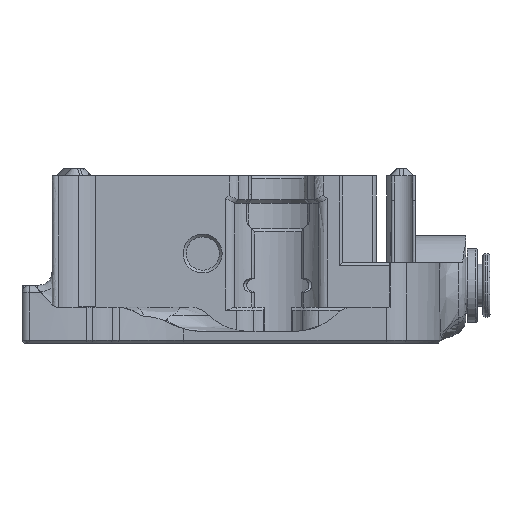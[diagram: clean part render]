
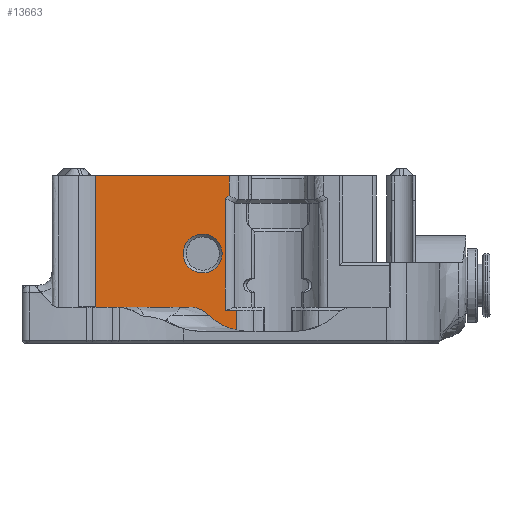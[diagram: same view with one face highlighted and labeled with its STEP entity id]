
A CAD part, front view. The second image highlights one B-rep face of the part: STEP entity #13663.
In plain terms, the highlighted planar face has unit normal (0, -1, 0).
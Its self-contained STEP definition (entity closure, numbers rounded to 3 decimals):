
#487=FACE_BOUND('',#2813,.T.);
#808=PLANE('',#15042);
#1208=B_SPLINE_CURVE_WITH_KNOTS('',3,(#27846,#27847,#27848,#27849),
 .UNSPECIFIED.,.F.,.F.,(4,4),(-0.003,0.067),
 .UNSPECIFIED.);
#1965=FACE_OUTER_BOUND('',#2812,.T.);
#2812=EDGE_LOOP('',(#12376,#12377,#12378,#12379,#12380,#12381,#12382,#12383,
#12384,#12385,#12386,#12387));
#2813=EDGE_LOOP('',(#12388));
#3724=LINE('',#26308,#4758);
#3726=LINE('',#26337,#4760);
#3829=LINE('',#27851,#4863);
#3833=LINE('',#27866,#4867);
#3834=LINE('',#27870,#4868);
#3837=LINE('',#27876,#4871);
#3878=LINE('',#28860,#4912);
#3879=LINE('',#28863,#4913);
#3880=LINE('',#28864,#4914);
#4758=VECTOR('',#18040,1000.);
#4760=VECTOR('',#18046,1000.);
#4863=VECTOR('',#18409,1000.);
#4867=VECTOR('',#18429,1000.);
#4868=VECTOR('',#18432,1000.);
#4871=VECTOR('',#18439,1000.);
#4912=VECTOR('',#18560,10.);
#4913=VECTOR('',#18563,1000.);
#4914=VECTOR('',#18564,1000.);
#5301=CIRCLE('',#14719,4.);
#5386=CIRCLE('',#14865,2.75);
#5438=CIRCLE('',#14992,8.);
#6387=VERTEX_POINT('',#25675);
#6389=VERTEX_POINT('',#25678);
#6530=VERTEX_POINT('',#26305);
#6531=VERTEX_POINT('',#26307);
#6534=VERTEX_POINT('',#26322);
#6536=VERTEX_POINT('',#26336);
#6540=VERTEX_POINT('',#26346);
#6668=VERTEX_POINT('',#27833);
#6669=VERTEX_POINT('',#27856);
#6672=VERTEX_POINT('',#27868);
#6673=VERTEX_POINT('',#27869);
#6724=VERTEX_POINT('',#28855);
#6725=VERTEX_POINT('',#28862);
#8155=EDGE_CURVE('',#6387,#6389,#5301,.T.);
#8344=EDGE_CURVE('',#6531,#6530,#3724,.T.);
#8349=EDGE_CURVE('',#6534,#6536,#3726,.T.);
#8355=EDGE_CURVE('',#6540,#6540,#5386,.T.);
#8561=EDGE_CURVE('',#6668,#6534,#1208,.T.);
#8562=EDGE_CURVE('',#6536,#6530,#3829,.T.);
#8564=EDGE_CURVE('',#6531,#6387,#5438,.T.);
#8572=EDGE_CURVE('',#6669,#6389,#3833,.T.);
#8573=EDGE_CURVE('',#6672,#6673,#3834,.T.);
#8577=EDGE_CURVE('',#6672,#6669,#3837,.T.);
#8671=EDGE_CURVE('',#6724,#6668,#3878,.T.);
#8672=EDGE_CURVE('',#6725,#6724,#3879,.T.);
#8673=EDGE_CURVE('',#6673,#6725,#3880,.T.);
#12376=ORIENTED_EDGE('',*,*,#8577,.T.);
#12377=ORIENTED_EDGE('',*,*,#8572,.T.);
#12378=ORIENTED_EDGE('',*,*,#8155,.F.);
#12379=ORIENTED_EDGE('',*,*,#8564,.F.);
#12380=ORIENTED_EDGE('',*,*,#8344,.T.);
#12381=ORIENTED_EDGE('',*,*,#8562,.F.);
#12382=ORIENTED_EDGE('',*,*,#8349,.F.);
#12383=ORIENTED_EDGE('',*,*,#8561,.F.);
#12384=ORIENTED_EDGE('',*,*,#8671,.F.);
#12385=ORIENTED_EDGE('',*,*,#8672,.F.);
#12386=ORIENTED_EDGE('',*,*,#8673,.F.);
#12387=ORIENTED_EDGE('',*,*,#8573,.F.);
#12388=ORIENTED_EDGE('',*,*,#8355,.F.);
#13663=ADVANCED_FACE('',(#1965,#487),#808,.F.);
#14719=AXIS2_PLACEMENT_3D('',#25679,#17675,#17676);
#14865=AXIS2_PLACEMENT_3D('',#26348,#18057,#18058);
#14992=AXIS2_PLACEMENT_3D('',#27854,#18413,#18414);
#15042=AXIS2_PLACEMENT_3D('',#28861,#18561,#18562);
#17675=DIRECTION('center_axis',(0.,-1.,0.));
#17676=DIRECTION('ref_axis',(1.,0.,0.));
#18040=DIRECTION('',(0.,0.,1.));
#18046=DIRECTION('',(0.,0.,-1.));
#18057=DIRECTION('center_axis',(0.,-1.,0.));
#18058=DIRECTION('ref_axis',(0.,0.,
-1.));
#18409=DIRECTION('',(1.,0.,0.));
#18413=DIRECTION('center_axis',(0.,1.,0.));
#18414=DIRECTION('ref_axis',(-1.,0.,0.));
#18429=DIRECTION('',(1.,0.,0.));
#18432=DIRECTION('',(1.,0.,0.));
#18439=DIRECTION('',(0.,0.,-1.));
#18560=DIRECTION('',(0.,0.,-1.));
#18561=DIRECTION('center_axis',(0.,1.,0.));
#18562=DIRECTION('ref_axis',(0.,0.,
1.));
#18563=DIRECTION('',(1.,0.,0.));
#18564=DIRECTION('',(0.,0.,1.));
#25675=CARTESIAN_POINT('',(13.643,-3.6,82.151));
#25678=CARTESIAN_POINT('',(11.441,-3.6,83.254));
#25679=CARTESIAN_POINT('Origin',(10.838,-3.6,79.299));
#26305=CARTESIAN_POINT('',(17.666,-3.6,82.854));
#26307=CARTESIAN_POINT('',(17.666,-3.6,80.013));
#26308=CARTESIAN_POINT('',(17.666,-3.6,79.854));
#26322=CARTESIAN_POINT('',(16.052,-3.6,98.615));
#26336=CARTESIAN_POINT('',(16.052,-3.6,82.854));
#26337=CARTESIAN_POINT('',(16.052,-3.6,98.354));
#26346=CARTESIAN_POINT('',(12.846,-3.6,93.604));
#26348=CARTESIAN_POINT('Origin',(12.846,-3.6,90.854));
#27833=CARTESIAN_POINT('',(16.587,-3.6,99.075));
#27846=CARTESIAN_POINT('Ctrl Pts',(16.587,-3.6,99.075));
#27847=CARTESIAN_POINT('Ctrl Pts',(16.408,-3.6,98.923));
#27848=CARTESIAN_POINT('Ctrl Pts',(16.23,-3.6,98.769));
#27849=CARTESIAN_POINT('Ctrl Pts',(16.052,-3.6,98.615));
#27851=CARTESIAN_POINT('',(18.618,-3.6,82.854));
#27854=CARTESIAN_POINT('Origin',(19.254,-3.6,87.854));
#27856=CARTESIAN_POINT('',(-4.668,-3.6,83.254));
#27866=CARTESIAN_POINT('',(13.811,-3.6,83.254));
#27868=CARTESIAN_POINT('',(-4.668,-3.6,83.299));
#27869=CARTESIAN_POINT('',(-2.37,-3.6,83.299));
#27870=CARTESIAN_POINT('',(5.756,-3.6,83.299));
#27876=CARTESIAN_POINT('',(-4.668,-3.6,100.254));
#28855=CARTESIAN_POINT('',(16.587,-3.6,101.854));
#28860=CARTESIAN_POINT('',(16.587,-3.6,101.854));
#28861=CARTESIAN_POINT('Origin',(16.18,-3.6,98.654));
#28862=CARTESIAN_POINT('',(-2.37,-3.6,101.854));
#28863=CARTESIAN_POINT('',(22.91,-3.6,101.854));
#28864=CARTESIAN_POINT('',(-2.37,-3.6,100.155));
